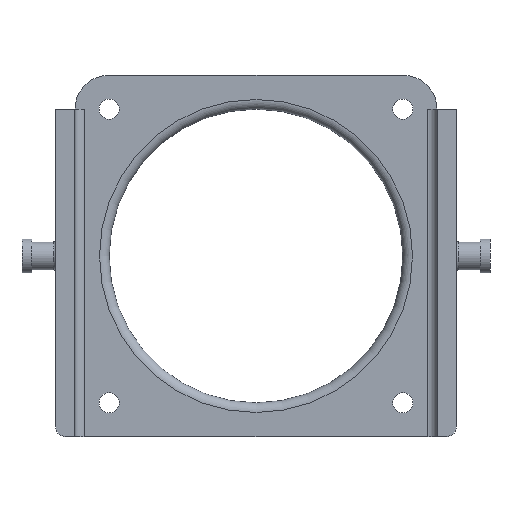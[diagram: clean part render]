
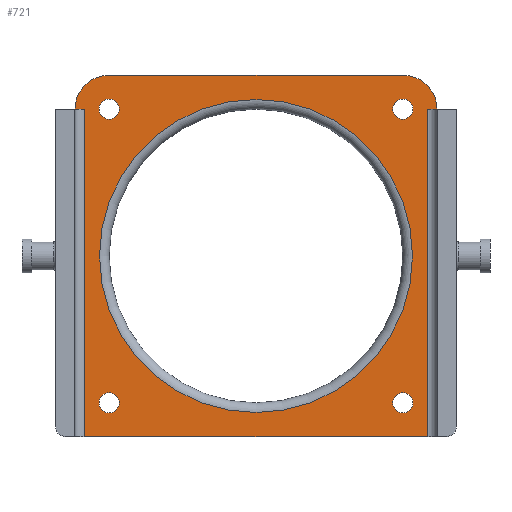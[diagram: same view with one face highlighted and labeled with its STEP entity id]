
A CAD part, top view. The second image highlights one B-rep face of the part: STEP entity #721.
In plain terms, the highlighted planar face has unit normal (0, 0, 1).
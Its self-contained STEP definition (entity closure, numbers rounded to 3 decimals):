
#36=FACE_BOUND('',#228,.T.);
#37=FACE_BOUND('',#229,.T.);
#38=FACE_BOUND('',#230,.T.);
#39=FACE_BOUND('',#231,.T.);
#40=FACE_BOUND('',#232,.T.);
#56=LINE('',#1136,#107);
#57=LINE('',#1138,#108);
#58=LINE('',#1140,#109);
#59=LINE('',#1142,#110);
#60=LINE('',#1146,#111);
#61=LINE('',#1149,#112);
#107=VECTOR('',#891,10.);
#108=VECTOR('',#892,10.);
#109=VECTOR('',#893,10.);
#110=VECTOR('',#894,10.);
#111=VECTOR('',#897,10.);
#112=VECTOR('',#900,10.);
#158=PLANE('',#785);
#181=FACE_OUTER_BOUND('',#227,.T.);
#227=EDGE_LOOP('',(#518,#519,#520,#521,#522,#523,#524,#525));
#228=EDGE_LOOP('',(#526));
#229=EDGE_LOOP('',(#527));
#230=EDGE_LOOP('',(#528));
#231=EDGE_LOOP('',(#529));
#232=EDGE_LOOP('',(#530));
#292=CIRCLE('',#781,32.5);
#296=CIRCLE('',#786,7.);
#297=CIRCLE('',#787,7.);
#298=CIRCLE('',#788,2.1);
#299=CIRCLE('',#789,2.1);
#300=CIRCLE('',#790,2.1);
#301=CIRCLE('',#791,2.1);
#343=VERTEX_POINT('',#1126);
#346=VERTEX_POINT('',#1134);
#347=VERTEX_POINT('',#1135);
#348=VERTEX_POINT('',#1137);
#349=VERTEX_POINT('',#1139);
#350=VERTEX_POINT('',#1141);
#351=VERTEX_POINT('',#1143);
#352=VERTEX_POINT('',#1145);
#353=VERTEX_POINT('',#1147);
#354=VERTEX_POINT('',#1150);
#355=VERTEX_POINT('',#1152);
#356=VERTEX_POINT('',#1154);
#357=VERTEX_POINT('',#1156);
#411=EDGE_CURVE('',#343,#343,#292,.T.);
#415=EDGE_CURVE('',#346,#347,#56,.T.);
#416=EDGE_CURVE('',#346,#348,#57,.T.);
#417=EDGE_CURVE('',#349,#348,#58,.T.);
#418=EDGE_CURVE('',#349,#350,#59,.T.);
#419=EDGE_CURVE('',#350,#351,#296,.T.);
#420=EDGE_CURVE('',#351,#352,#60,.T.);
#421=EDGE_CURVE('',#352,#353,#297,.T.);
#422=EDGE_CURVE('',#353,#347,#61,.T.);
#423=EDGE_CURVE('',#354,#354,#298,.T.);
#424=EDGE_CURVE('',#355,#355,#299,.T.);
#425=EDGE_CURVE('',#356,#356,#300,.T.);
#426=EDGE_CURVE('',#357,#357,#301,.T.);
#518=ORIENTED_EDGE('',*,*,#415,.F.);
#519=ORIENTED_EDGE('',*,*,#416,.T.);
#520=ORIENTED_EDGE('',*,*,#417,.F.);
#521=ORIENTED_EDGE('',*,*,#418,.T.);
#522=ORIENTED_EDGE('',*,*,#419,.T.);
#523=ORIENTED_EDGE('',*,*,#420,.T.);
#524=ORIENTED_EDGE('',*,*,#421,.T.);
#525=ORIENTED_EDGE('',*,*,#422,.T.);
#526=ORIENTED_EDGE('',*,*,#423,.T.);
#527=ORIENTED_EDGE('',*,*,#424,.T.);
#528=ORIENTED_EDGE('',*,*,#425,.T.);
#529=ORIENTED_EDGE('',*,*,#426,.T.);
#530=ORIENTED_EDGE('',*,*,#411,.F.);
#721=ADVANCED_FACE('',(#181,#36,#37,#38,#39,#40),#158,.T.);
#781=AXIS2_PLACEMENT_3D('',#1127,#881,#882);
#785=AXIS2_PLACEMENT_3D('',#1133,#889,#890);
#786=AXIS2_PLACEMENT_3D('',#1144,#895,#896);
#787=AXIS2_PLACEMENT_3D('',#1148,#898,#899);
#788=AXIS2_PLACEMENT_3D('',#1151,#901,#902);
#789=AXIS2_PLACEMENT_3D('',#1153,#903,#904);
#790=AXIS2_PLACEMENT_3D('',#1155,#905,#906);
#791=AXIS2_PLACEMENT_3D('',#1157,#907,#908);
#881=DIRECTION('center_axis',(0.,0.,1.));
#882=DIRECTION('ref_axis',(1.,0.,0.));
#889=DIRECTION('center_axis',(0.,0.,1.));
#890=DIRECTION('ref_axis',(1.,0.,0.));
#891=DIRECTION('',(0.,1.,0.));
#892=DIRECTION('',(1.,0.,0.));
#893=DIRECTION('',(0.,-1.,0.));
#894=DIRECTION('',(1.,0.,0.));
#895=DIRECTION('center_axis',(0.,0.,1.));
#896=DIRECTION('ref_axis',(1.,0.,0.));
#897=DIRECTION('',(-1.,0.,0.));
#898=DIRECTION('center_axis',(0.,0.,1.));
#899=DIRECTION('ref_axis',(1.,0.,0.));
#900=DIRECTION('',(1.,0.,0.));
#901=DIRECTION('center_axis',(0.,0.,-1.));
#902=DIRECTION('ref_axis',(1.,0.,0.));
#903=DIRECTION('center_axis',(0.,0.,-1.));
#904=DIRECTION('ref_axis',(1.,0.,0.));
#905=DIRECTION('center_axis',(0.,0.,-1.));
#906=DIRECTION('ref_axis',(1.,0.,0.));
#907=DIRECTION('center_axis',(0.,0.,-1.));
#908=DIRECTION('ref_axis',(1.,0.,0.));
#1126=CARTESIAN_POINT('',(38.299,28.186,5.5));
#1127=CARTESIAN_POINT('Origin',(5.799,28.186,5.5));
#1133=CARTESIAN_POINT('Origin',(5.799,28.186,5.5));
#1134=CARTESIAN_POINT('',(-29.801,-9.314,5.5));
#1135=CARTESIAN_POINT('',(-29.801,58.686,5.5));
#1136=CARTESIAN_POINT('',(-29.801,9.436,5.5));
#1137=CARTESIAN_POINT('',(41.399,-9.314,5.5));
#1138=CARTESIAN_POINT('',(43.399,-9.314,5.5));
#1139=CARTESIAN_POINT('',(41.399,58.686,5.5));
#1140=CARTESIAN_POINT('',(41.399,43.436,5.5));
#1141=CARTESIAN_POINT('',(43.399,58.686,5.5));
#1142=CARTESIAN_POINT('',(26.599,58.686,5.5));
#1143=CARTESIAN_POINT('',(36.399,65.686,5.5));
#1144=CARTESIAN_POINT('Origin',(36.399,58.686,5.5));
#1145=CARTESIAN_POINT('',(-24.801,65.686,5.5));
#1146=CARTESIAN_POINT('',(-31.801,65.686,5.5));
#1147=CARTESIAN_POINT('',(-31.801,58.686,5.5));
#1148=CARTESIAN_POINT('Origin',(-24.801,58.686,5.5));
#1149=CARTESIAN_POINT('',(-13.001,58.686,5.5));
#1150=CARTESIAN_POINT('',(34.199,-2.314,5.5));
#1151=CARTESIAN_POINT('Origin',(36.299,-2.314,5.5));
#1152=CARTESIAN_POINT('',(-26.801,58.686,5.5));
#1153=CARTESIAN_POINT('Origin',(-24.701,58.686,5.5));
#1154=CARTESIAN_POINT('',(34.199,58.686,5.5));
#1155=CARTESIAN_POINT('Origin',(36.299,58.686,5.5));
#1156=CARTESIAN_POINT('',(-26.801,-2.314,5.5));
#1157=CARTESIAN_POINT('Origin',(-24.701,-2.314,5.5));
